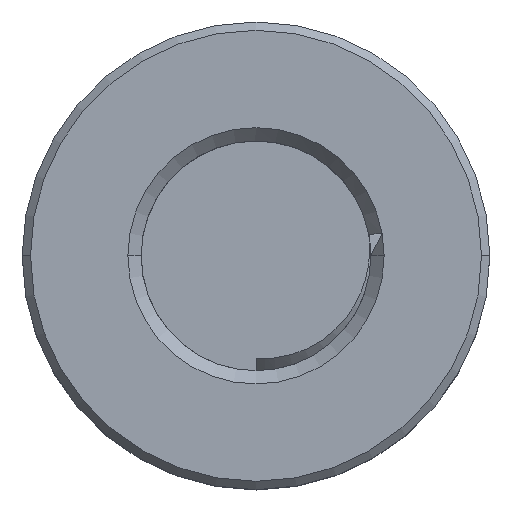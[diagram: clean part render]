
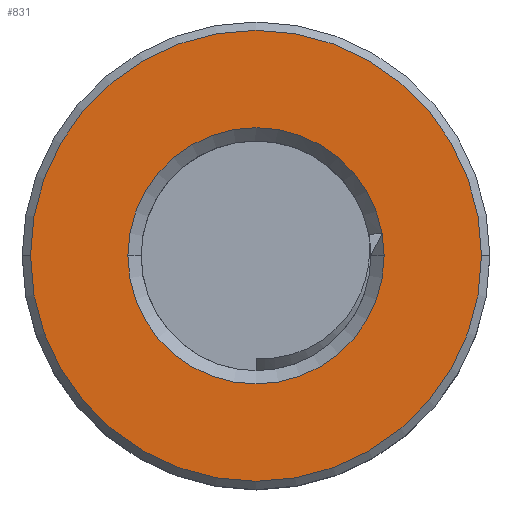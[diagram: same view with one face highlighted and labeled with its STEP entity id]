
A CAD part, top view. The second image highlights one B-rep face of the part: STEP entity #831.
In plain terms, the highlighted planar face has unit normal (0, 0, 1).
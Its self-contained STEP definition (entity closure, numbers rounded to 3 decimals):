
#21 = EDGE_CURVE('',#22,#24,#26,.T.);
#22 = VERTEX_POINT('',#23);
#23 = CARTESIAN_POINT('',(-3.442,-0.007,3.175));
#24 = VERTEX_POINT('',#25);
#25 = CARTESIAN_POINT('',(3.442,-0.007,3.175));
#26 = CIRCLE('',#27,3.442);
#27 = AXIS2_PLACEMENT_3D('',#28,#29,#30);
#28 = CARTESIAN_POINT('',(0.,-0.007,
    3.175));
#29 = DIRECTION('',(0.,0.,1.));
#30 = DIRECTION('',(-1.,0.,0.));
#107 = VERTEX_POINT('',#108);
#108 = CARTESIAN_POINT('',(-1.956,-0.007,3.175));
#114 = EDGE_CURVE('',#107,#115,#117,.T.);
#115 = VERTEX_POINT('',#116);
#116 = CARTESIAN_POINT('',(1.956,-0.007,3.175));
#117 = CIRCLE('',#118,1.956);
#118 = AXIS2_PLACEMENT_3D('',#119,#120,#121);
#119 = CARTESIAN_POINT('',(0.,-0.007,
    3.175));
#120 = DIRECTION('',(0.,0.,-1.));
#121 = DIRECTION('',(1.,0.,0.));
#810 = EDGE_CURVE('',#115,#107,#811,.T.);
#811 = CIRCLE('',#812,1.956);
#812 = AXIS2_PLACEMENT_3D('',#813,#814,#815);
#813 = CARTESIAN_POINT('',(0.,-0.007,
    3.175));
#814 = DIRECTION('',(0.,0.,-1.));
#815 = DIRECTION('',(1.,0.,0.));
#831 = ADVANCED_FACE('',(#832,#842),#846,.T.);
#832 = FACE_BOUND('',#833,.T.);
#833 = EDGE_LOOP('',(#834,#841));
#834 = ORIENTED_EDGE('',*,*,#835,.T.);
#835 = EDGE_CURVE('',#24,#22,#836,.T.);
#836 = CIRCLE('',#837,3.442);
#837 = AXIS2_PLACEMENT_3D('',#838,#839,#840);
#838 = CARTESIAN_POINT('',(0.,-0.007,
    3.175));
#839 = DIRECTION('',(0.,0.,1.));
#840 = DIRECTION('',(-1.,0.,0.));
#841 = ORIENTED_EDGE('',*,*,#21,.T.);
#842 = FACE_BOUND('',#843,.T.);
#843 = EDGE_LOOP('',(#844,#845));
#844 = ORIENTED_EDGE('',*,*,#114,.T.);
#845 = ORIENTED_EDGE('',*,*,#810,.T.);
#846 = PLANE('',#847);
#847 = AXIS2_PLACEMENT_3D('',#848,#849,#850);
#848 = CARTESIAN_POINT('',(3.569,-0.007,3.175));
#849 = DIRECTION('',(0.,0.,1.));
#850 = DIRECTION('',(-1.,0.,0.));
